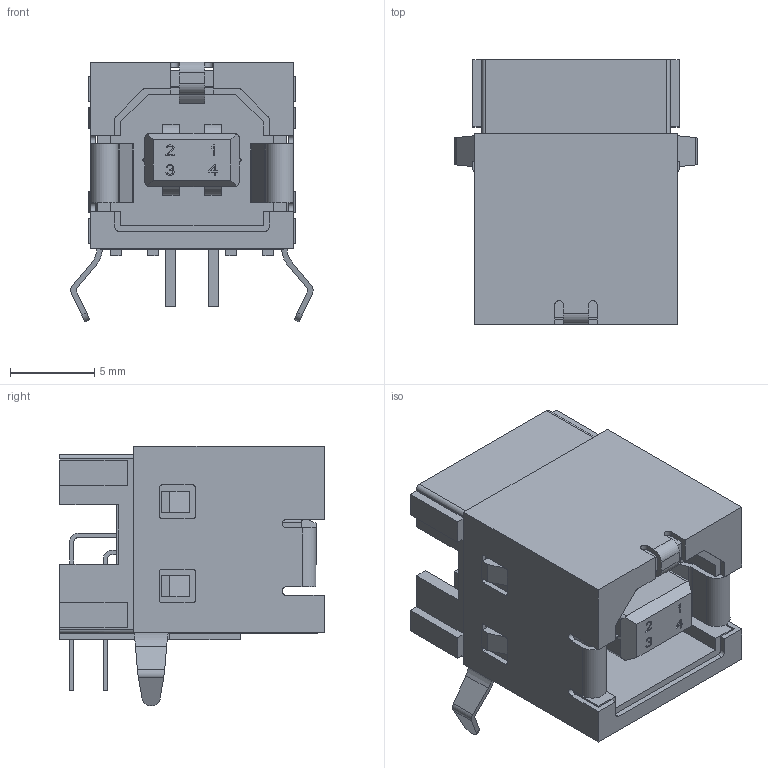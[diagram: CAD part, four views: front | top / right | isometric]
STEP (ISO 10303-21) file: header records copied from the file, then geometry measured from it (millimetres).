
FILE_DESCRIPTION((''),'2;1');
FILE_NAME('TYCO_292304-1.stp','2010-07-16T10:00:59',(''),(''),'Mechanical Desktop 2010','Mechanical Desktop 2010',', , ');
FILE_SCHEMA(('AUTOMOTIVE_DESIGN { 1 2 10303 214 1 1 1 1 }'));
Length unit declared in the file: millimetre
Products named in the file (1): Product
Bounding box: 14.39 x 15.7 x 15.43 mm (x, y, z)
Volume: 1133.5 mm3; surface area: 2547.6 mm2
Topology: 1 solids, 1 shells, 500 faces, 1431 edges, 952 vertices
Faces by surface type: plane 408, cylinder 90, bspline 2
Entity records: 16328 total; most frequent: CARTESIAN_POINT 3064, ORIENTED_EDGE 2862, DIRECTION 2553, EDGE_CURVE 1431, VECTOR 1239, LINE 1239, VERTEX_POINT 952, AXIS2_PLACEMENT_3D 657
